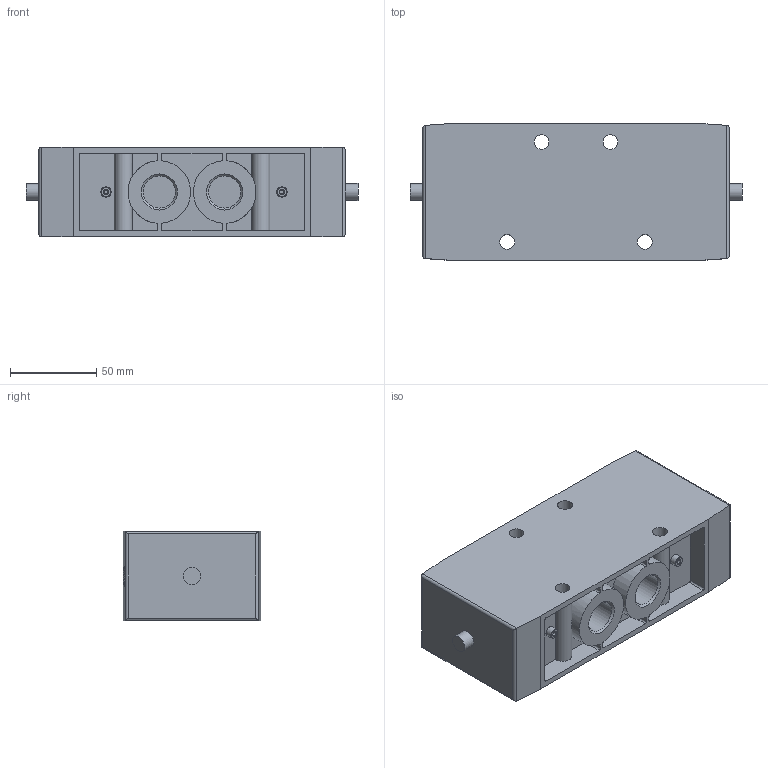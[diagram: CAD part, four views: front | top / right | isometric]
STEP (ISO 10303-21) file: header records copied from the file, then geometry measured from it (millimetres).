
FILE_DESCRIPTION(/* description */ ('STEP AP214'),/* implementation_level */ '2;1');
FILE_NAME(/* name */ '536037_JH-5-1_2-EX',/* time_stamp */ '2024-08-29T14:44:49+02:00',/* author */ ('License CC BY-ND 4.0'),/* organization */ ('CADENAS'),/* preprocessor_version */ 'ST-DEVELOPER v19.3',/* originating_system */ 'PARTsolutions',/* authorisation */ ' ');
FILE_SCHEMA (('AUTOMOTIVE_DESIGN {1 0 10303 214 3 1 1}'));
Length unit declared in the file: millimetre
Products named in the file (1): 536037 JH-5-1/2-EX
Bounding box: 193 x 80 x 52 mm (x, y, z)
Volume: 617579.5 mm3; surface area: 84532.1 mm2
Topology: 1 solids, 1 shells, 143 faces, 354 edges, 232 vertices
Faces by surface type: cylinder 66, plane 60, cone 17
Full cylindrical faces by diameter (mm): 2.459 x2, 5.8 x2, 5.9 x2, 6.15 x2, 8.6 x4, 9.9 x2, 11.445 x2, 18.631 x5, 36.4 x2
Entity records: 4202 total; most frequent: CARTESIAN_POINT 810, DIRECTION 742, ORIENTED_EDGE 618, EDGE_CURVE 309, AXIS2_PLACEMENT_3D 297, VERTEX_POINT 225, EDGE_LOOP 212, FACE_BOUND 212
